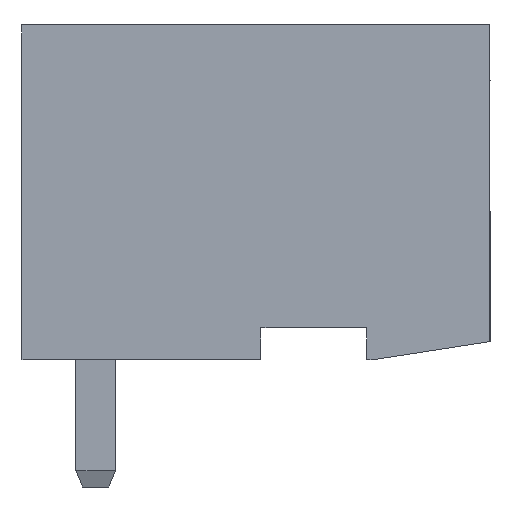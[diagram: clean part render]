
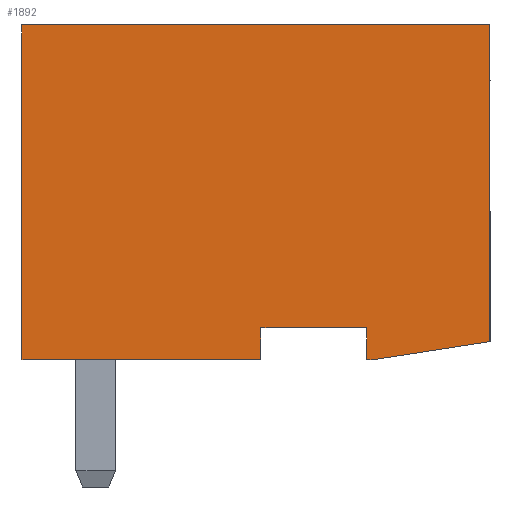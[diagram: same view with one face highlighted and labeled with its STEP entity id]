
A CAD part, left-side view. The second image highlights one B-rep face of the part: STEP entity #1892.
In plain terms, the highlighted planar face has unit normal (-1, 0, 0).
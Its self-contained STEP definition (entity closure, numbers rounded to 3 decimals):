
#1879=AXIS2_PLACEMENT_3D('Plane Axis2P3D',#1876,#1877,#1878) ;
#49=CARTESIAN_POINT('Vertex',(0.,5.75,4.)) ;
#52=CARTESIAN_POINT('Line Origine',(0.,5.75,3.6)) ;
#56=CARTESIAN_POINT('Vertex',(0.,5.75,3.2)) ;
#103=CARTESIAN_POINT('Vertex',(0.,3.1,4.)) ;
#106=CARTESIAN_POINT('Line Origine',(0.,4.425,4.)) ;
#406=CARTESIAN_POINT('Vertex',(0.,3.1,3.2)) ;
#409=CARTESIAN_POINT('Line Origine',(0.,3.1,3.6)) ;
#500=CARTESIAN_POINT('Vertex',(0.,2.9,3.2)) ;
#503=CARTESIAN_POINT('Line Origine',(0.,3.,3.2)) ;
#531=CARTESIAN_POINT('Vertex',(0.,0.,3.65)) ;
#534=CARTESIAN_POINT('Line Origine',(0.,1.45,3.425)) ;
#562=CARTESIAN_POINT('Vertex',(0.,0.,11.6)) ;
#565=CARTESIAN_POINT('Line Origine',(0.,0.,7.625)) ;
#1507=CARTESIAN_POINT('Vertex',(0.,11.75,11.6)) ;
#1510=CARTESIAN_POINT('Line Origine',(0.,5.875,11.6)) ;
#1538=CARTESIAN_POINT('Vertex',(0.,11.75,3.2)) ;
#1541=CARTESIAN_POINT('Line Origine',(0.,11.75,7.4)) ;
#1558=CARTESIAN_POINT('Line Origine',(0.,8.75,3.2)) ;
#1876=CARTESIAN_POINT('Axis2P3D Location',(0.,0.,0.)) ;
#53=DIRECTION('Vector Direction',(0.,0.,1.)) ;
#107=DIRECTION('Vector Direction',(0.,-1.,0.)) ;
#410=DIRECTION('Vector Direction',(0.,0.,-1.)) ;
#504=DIRECTION('Vector Direction',(0.,1.,0.)) ;
#535=DIRECTION('Vector Direction',(0.,-0.988,0.153)) ;
#566=DIRECTION('Vector Direction',(0.,0.,-1.)) ;
#1511=DIRECTION('Vector Direction',(0.,1.,0.)) ;
#1542=DIRECTION('Vector Direction',(0.,0.,1.)) ;
#1559=DIRECTION('Vector Direction',(0.,1.,0.)) ;
#1877=DIRECTION('Axis2P3D Direction',(-1.,0.,0.)) ;
#1878=DIRECTION('Axis2P3D XDirection',(0.,-1.,0.)) ;
#54=VECTOR('Line Direction',#53,1.) ;
#108=VECTOR('Line Direction',#107,1.) ;
#411=VECTOR('Line Direction',#410,1.) ;
#505=VECTOR('Line Direction',#504,1.) ;
#536=VECTOR('Line Direction',#535,1.) ;
#567=VECTOR('Line Direction',#566,1.) ;
#1512=VECTOR('Line Direction',#1511,1.) ;
#1543=VECTOR('Line Direction',#1542,1.) ;
#1560=VECTOR('Line Direction',#1559,1.) ;
#1882=ORIENTED_EDGE('',*,*,#58,.T.) ;
#1883=ORIENTED_EDGE('',*,*,#110,.T.) ;
#1884=ORIENTED_EDGE('',*,*,#413,.T.) ;
#1885=ORIENTED_EDGE('',*,*,#507,.T.) ;
#1886=ORIENTED_EDGE('',*,*,#538,.T.) ;
#1887=ORIENTED_EDGE('',*,*,#569,.T.) ;
#1888=ORIENTED_EDGE('',*,*,#1514,.T.) ;
#1889=ORIENTED_EDGE('',*,*,#1545,.T.) ;
#1890=ORIENTED_EDGE('',*,*,#1562,.T.) ;
#1892=ADVANCED_FACE('HOUSING',(#1891),#1880,.T.) ;
#58=EDGE_CURVE('',#57,#50,#55,.T.) ;
#110=EDGE_CURVE('',#50,#104,#109,.T.) ;
#413=EDGE_CURVE('',#104,#407,#412,.T.) ;
#507=EDGE_CURVE('',#407,#501,#506,.F.) ;
#538=EDGE_CURVE('',#501,#532,#537,.T.) ;
#569=EDGE_CURVE('',#532,#563,#568,.F.) ;
#1514=EDGE_CURVE('',#563,#1508,#1513,.T.) ;
#1545=EDGE_CURVE('',#1508,#1539,#1544,.F.) ;
#1562=EDGE_CURVE('',#1539,#57,#1561,.F.) ;
#1881=EDGE_LOOP('',(#1882,#1883,#1884,#1885,#1886,#1887,#1888,#1889,#1890)) ;
#1891=FACE_OUTER_BOUND('',#1881,.T.) ;
#55=LINE('Line',#52,#54) ;
#109=LINE('Line',#106,#108) ;
#412=LINE('Line',#409,#411) ;
#506=LINE('Line',#503,#505) ;
#537=LINE('Line',#534,#536) ;
#568=LINE('Line',#565,#567) ;
#1513=LINE('Line',#1510,#1512) ;
#1544=LINE('Line',#1541,#1543) ;
#1561=LINE('Line',#1558,#1560) ;
#1880=PLANE('',#1879) ;
#50=VERTEX_POINT('',#49) ;
#57=VERTEX_POINT('',#56) ;
#104=VERTEX_POINT('',#103) ;
#407=VERTEX_POINT('',#406) ;
#501=VERTEX_POINT('',#500) ;
#532=VERTEX_POINT('',#531) ;
#563=VERTEX_POINT('',#562) ;
#1508=VERTEX_POINT('',#1507) ;
#1539=VERTEX_POINT('',#1538) ;
